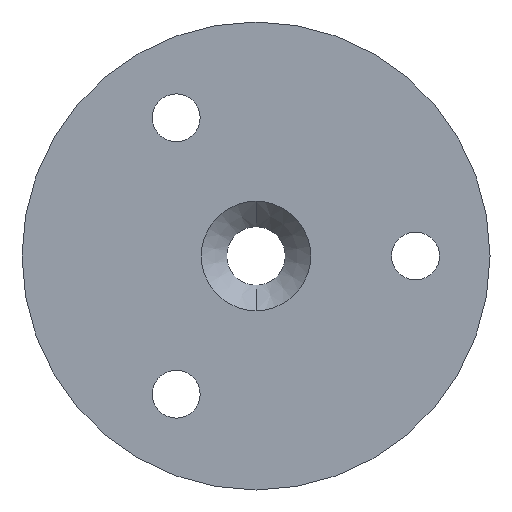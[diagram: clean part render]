
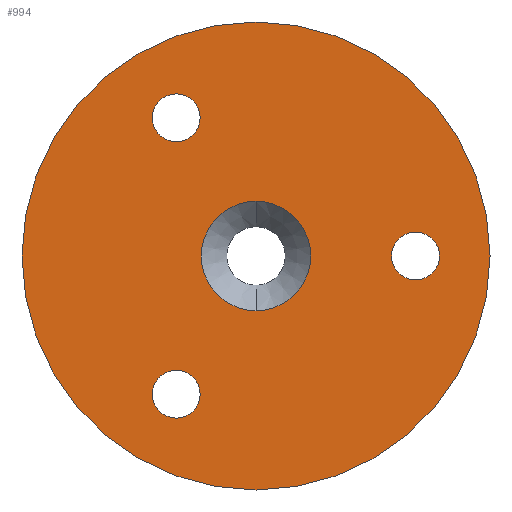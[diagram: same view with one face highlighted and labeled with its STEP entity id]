
A CAD part, front view. The second image highlights one B-rep face of the part: STEP entity #994.
In plain terms, the highlighted planar face has unit normal (0, -1, 0).
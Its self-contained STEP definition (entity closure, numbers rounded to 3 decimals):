
#2 = EDGE_CURVE ( 'NONE', #715, #716, #48, .T. ) ;
#4 = EDGE_CURVE ( 'NONE', #716, #715, #1149, .T. ) ;
#7 = EDGE_CURVE ( 'NONE', #722, #725, #1151, .T. ) ;
#8 = EDGE_CURVE ( 'NONE', #719, #718, #1152, .T. ) ;
#11 = EDGE_CURVE ( 'NONE', #721, #720, #1153, .T. ) ;
#16 = EDGE_LOOP ( 'NONE', ( #626, #621 ) ) ;
#48 = CIRCLE ( 'NONE', #246, 5.15 ) ;
#54 = DIRECTION ( 'NONE',  ( 0., 1., 0. ) ) ;
#55 = DIRECTION ( 'NONE',  ( 0., 0., 1. ) ) ;
#147 = AXIS2_PLACEMENT_3D ( 'NONE', #469, #470, #471 ) ;
#155 = AXIS2_PLACEMENT_3D ( 'NONE', #472, #473, #474 ) ;
#183 = FACE_OUTER_BOUND ( 'NONE', #532, .T. ) ;
#184 = FACE_BOUND ( 'NONE', #525, .T. ) ;
#186 = FACE_BOUND ( 'NONE', #510, .T. ) ;
#188 = FACE_BOUND ( 'NONE', #533, .T. ) ;
#189 = AXIS2_PLACEMENT_3D ( 'NONE', #370, #371, #372 ) ;
#195 = FACE_BOUND ( 'NONE', #16, .T. ) ;
#211 = AXIS2_PLACEMENT_3D ( 'NONE', #870, #871, #872 ) ;
#242 = AXIS2_PLACEMENT_3D ( 'NONE', #569, #570, #571 ) ;
#243 = AXIS2_PLACEMENT_3D ( 'NONE', #575, #582, #583 ) ;
#246 = AXIS2_PLACEMENT_3D ( 'NONE', #554, #555, #556 ) ;
#256 = AXIS2_PLACEMENT_3D ( 'NONE', #557, #561, #562 ) ;
#273 = AXIS2_PLACEMENT_3D ( 'NONE', #885, #889, #890 ) ;
#299 = AXIS2_PLACEMENT_3D ( 'NONE', #572, #573, #574 ) ;
#369 = PLANE ( 'NONE',  #189 ) ;
#370 = CARTESIAN_POINT ( 'NONE',  ( 0., 0., 0. ) ) ;
#371 = DIRECTION ( 'NONE',  ( 0., 1., 0. ) ) ;
#372 = DIRECTION ( 'NONE',  ( 0., 0., 1. ) ) ;
#469 = CARTESIAN_POINT ( 'NONE',  ( -7.5, 0., 12.99 ) ) ;
#470 = DIRECTION ( 'NONE',  ( 0., 1., 0. ) ) ;
#471 = DIRECTION ( 'NONE',  ( -0.866, 0., -0.5 ) ) ;
#472 = CARTESIAN_POINT ( 'NONE',  ( -7.5, 0., -12.99 ) ) ;
#473 = DIRECTION ( 'NONE',  ( 0., 1., 0. ) ) ;
#474 = DIRECTION ( 'NONE',  ( 0.866, 0., -0.5 ) ) ;
#510 = EDGE_LOOP ( 'NONE', ( #615, #618 ) ) ;
#525 = EDGE_LOOP ( 'NONE', ( #616, #966 ) ) ;
#532 = EDGE_LOOP ( 'NONE', ( #623, #759 ) ) ;
#533 = EDGE_LOOP ( 'NONE', ( #617, #620 ) ) ;
#554 = CARTESIAN_POINT ( 'NONE',  ( 0., 0., 0. ) ) ;
#555 = DIRECTION ( 'NONE',  ( 0., -1., 0. ) ) ;
#556 = DIRECTION ( 'NONE',  ( 0., 0., -1. ) ) ;
#557 = CARTESIAN_POINT ( 'NONE',  ( 0., 0., 0. ) ) ;
#561 = DIRECTION ( 'NONE',  ( 0., -1., 0. ) ) ;
#562 = DIRECTION ( 'NONE',  ( 0., 0., -1. ) ) ;
#569 = CARTESIAN_POINT ( 'NONE',  ( 15., 0., 0. ) ) ;
#570 = DIRECTION ( 'NONE',  ( 0., 1., 0. ) ) ;
#571 = DIRECTION ( 'NONE',  ( 0., 0., 1. ) ) ;
#572 = CARTESIAN_POINT ( 'NONE',  ( -7.5, 0., -12.99 ) ) ;
#573 = DIRECTION ( 'NONE',  ( 0., 1., 0. ) ) ;
#574 = DIRECTION ( 'NONE',  ( 0.866, 0., -0.5 ) ) ;
#575 = CARTESIAN_POINT ( 'NONE',  ( -7.5, 0., 12.99 ) ) ;
#582 = DIRECTION ( 'NONE',  ( 0., 1., 0. ) ) ;
#583 = DIRECTION ( 'NONE',  ( -0.866, 0., -0.5 ) ) ;
#615 = ORIENTED_EDGE ( 'NONE', *, *, #7, .T. ) ;
#616 = ORIENTED_EDGE ( 'NONE', *, *, #2, .F. ) ;
#617 = ORIENTED_EDGE ( 'NONE', *, *, #1136, .T. ) ;
#618 = ORIENTED_EDGE ( 'NONE', *, *, #781, .T. ) ;
#620 = ORIENTED_EDGE ( 'NONE', *, *, #11, .T. ) ;
#621 = ORIENTED_EDGE ( 'NONE', *, *, #8, .T. ) ;
#623 = ORIENTED_EDGE ( 'NONE', *, *, #771, .F. ) ;
#626 = ORIENTED_EDGE ( 'NONE', *, *, #1137, .T. ) ;
#640 = CIRCLE ( 'NONE', #147, 2.25 ) ;
#646 = AXIS2_PLACEMENT_3D ( 'NONE', #900, #54, #55 ) ;
#715 = VERTEX_POINT ( 'NONE', #1105 ) ;
#716 = VERTEX_POINT ( 'NONE', #1106 ) ;
#718 = VERTEX_POINT ( 'NONE', #1108 ) ;
#719 = VERTEX_POINT ( 'NONE', #1109 ) ;
#720 = VERTEX_POINT ( 'NONE', #829 ) ;
#721 = VERTEX_POINT ( 'NONE', #830 ) ;
#722 = VERTEX_POINT ( 'NONE', #831 ) ;
#725 = VERTEX_POINT ( 'NONE', #834 ) ;
#728 = VERTEX_POINT ( 'NONE', #837 ) ;
#729 = VERTEX_POINT ( 'NONE', #838 ) ;
#759 = ORIENTED_EDGE ( 'NONE', *, *, #777, .F. ) ;
#771 = EDGE_CURVE ( 'NONE', #728, #729, #906, .T. ) ;
#777 = EDGE_CURVE ( 'NONE', #729, #728, #910, .T. ) ;
#781 = EDGE_CURVE ( 'NONE', #725, #722, #914, .T. ) ;
#829 = CARTESIAN_POINT ( 'NONE',  ( -7.5, 0., 15.24 ) ) ;
#830 = CARTESIAN_POINT ( 'NONE',  ( -7.5, 0., 10.74 ) ) ;
#831 = CARTESIAN_POINT ( 'NONE',  ( 15., 0., 2.25 ) ) ;
#834 = CARTESIAN_POINT ( 'NONE',  ( 15., 0., -2.25 ) ) ;
#837 = CARTESIAN_POINT ( 'NONE',  ( 0., 0., -22. ) ) ;
#838 = CARTESIAN_POINT ( 'NONE',  ( 0., 0., 22. ) ) ;
#870 = CARTESIAN_POINT ( 'NONE',  ( 0., 0., 0. ) ) ;
#871 = DIRECTION ( 'NONE',  ( 0., 1., 0. ) ) ;
#872 = DIRECTION ( 'NONE',  ( 0., 0., 1. ) ) ;
#885 = CARTESIAN_POINT ( 'NONE',  ( 0., 0., 0. ) ) ;
#889 = DIRECTION ( 'NONE',  ( 0., 1., 0. ) ) ;
#890 = DIRECTION ( 'NONE',  ( 0., 0., 1. ) ) ;
#900 = CARTESIAN_POINT ( 'NONE',  ( 15., 0., 0. ) ) ;
#906 = CIRCLE ( 'NONE', #211, 22. ) ;
#910 = CIRCLE ( 'NONE', #273, 22. ) ;
#914 = CIRCLE ( 'NONE', #646, 2.25 ) ;
#966 = ORIENTED_EDGE ( 'NONE', *, *, #4, .F. ) ;
#994 = ADVANCED_FACE ( 'NONE', ( #195, #188, #186, #184, #183 ), #369, .F. ) ;
#1026 = CIRCLE ( 'NONE', #155, 2.25 ) ;
#1105 = CARTESIAN_POINT ( 'NONE',  ( 0., 0., -5.15 ) ) ;
#1106 = CARTESIAN_POINT ( 'NONE',  ( 0., 0., 5.15 ) ) ;
#1108 = CARTESIAN_POINT ( 'NONE',  ( -7.5, 0., -10.74 ) ) ;
#1109 = CARTESIAN_POINT ( 'NONE',  ( -7.5, 0., -15.24 ) ) ;
#1136 = EDGE_CURVE ( 'NONE', #720, #721, #640, .T. ) ;
#1137 = EDGE_CURVE ( 'NONE', #718, #719, #1026, .T. ) ;
#1149 = CIRCLE ( 'NONE', #256, 5.15 ) ;
#1151 = CIRCLE ( 'NONE', #242, 2.25 ) ;
#1152 = CIRCLE ( 'NONE', #299, 2.25 ) ;
#1153 = CIRCLE ( 'NONE', #243, 2.25 ) ;
